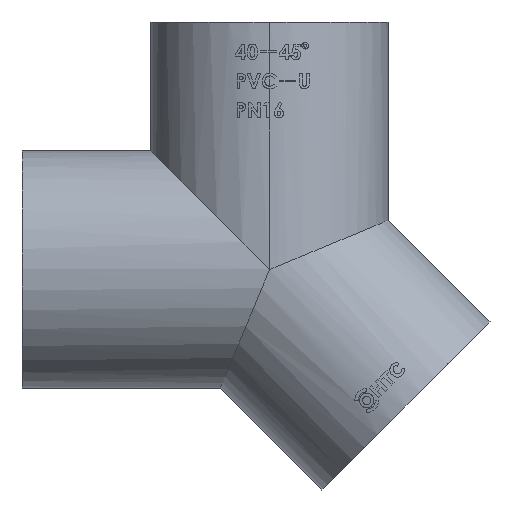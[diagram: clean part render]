
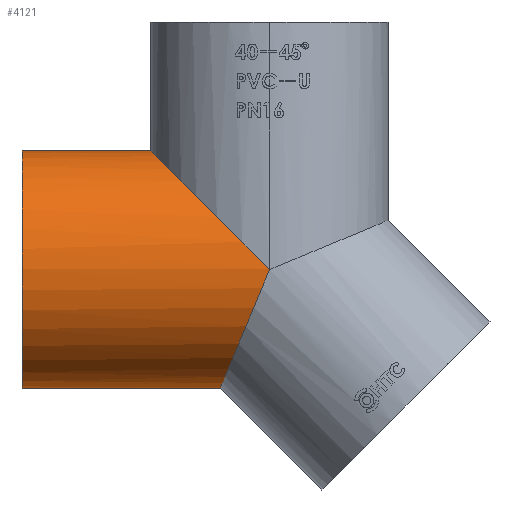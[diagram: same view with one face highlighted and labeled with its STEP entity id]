
A CAD part, left-side view. The second image highlights one B-rep face of the part: STEP entity #4121.
In plain terms, the highlighted cylindrical face has radius 24 mm (diameter 48 mm), a partial arc.
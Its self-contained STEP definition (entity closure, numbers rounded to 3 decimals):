
#172 = EDGE_LOOP ( 'NONE', ( #8149, #997, #4259, #3766, #9882 ) ) ;
#228 = LINE ( 'NONE', #8051, #651 ) ;
#651 = VECTOR ( 'NONE', #3663, 1000. ) ;
#997 = ORIENTED_EDGE ( 'NONE', *, *, #6466, .F. ) ;
#1398 = CARTESIAN_POINT ( 'NONE',  ( -24., 0., 0. ) ) ;
#1427 =( BOUNDED_CURVE ( )  B_SPLINE_CURVE ( 3, ( #3741, #9814, #6494, #3118 ),
 .UNSPECIFIED., .F., .T. ) 
 B_SPLINE_CURVE_WITH_KNOTS ( ( 4, 4 ),
 ( 1.571, 3.142 ),
 .UNSPECIFIED. ) 
 CURVE ( )  GEOMETRIC_REPRESENTATION_ITEM ( )  RATIONAL_B_SPLINE_CURVE ( ( 1., 0.805, 0.805, 1. ) ) 
 REPRESENTATION_ITEM ( '' )  );
#1447 = DIRECTION ( 'NONE',  ( 0., 0., -1. ) ) ;
#1966 = LINE ( 'NONE', #7122, #3316 ) ;
#2089 = VERTEX_POINT ( 'NONE', #10482 ) ;
#2131 = DIRECTION ( 'NONE',  ( 0., -1., 0. ) ) ;
#2303 = CARTESIAN_POINT ( 'NONE',  ( 0., 50., 0. ) ) ;
#2708 = DIRECTION ( 'NONE',  ( 0., 1., 0. ) ) ;
#2747 = EDGE_CURVE ( 'NONE', #2089, #3871, #4149, .T. ) ;
#2820 = CARTESIAN_POINT ( 'NONE',  ( 0., 50., -24. ) ) ;
#3118 = CARTESIAN_POINT ( 'NONE',  ( 0., 9.941, -24. ) ) ;
#3316 = VECTOR ( 'NONE', #10554, 1000. ) ;
#3663 = DIRECTION ( 'NONE',  ( 0., -1., 0. ) ) ;
#3741 = CARTESIAN_POINT ( 'NONE',  ( -24., 0., 0. ) ) ;
#3766 = ORIENTED_EDGE ( 'NONE', *, *, #5103, .F. ) ;
#3871 = VERTEX_POINT ( 'NONE', #8914 ) ;
#3981 = CARTESIAN_POINT ( 'NONE',  ( 0., 24., 24. ) ) ;
#4121 = ADVANCED_FACE ( 'NONE', ( #7226 ), #9992, .T. ) ;
#4149 =( BOUNDED_CURVE ( )  B_SPLINE_CURVE ( 3, ( #1398, #9090, #8195, #3981 ),
 .UNSPECIFIED., .F., .T. ) 
 B_SPLINE_CURVE_WITH_KNOTS ( ( 4, 4 ),
 ( 1.571, 3.142 ),
 .UNSPECIFIED. ) 
 CURVE ( )  GEOMETRIC_REPRESENTATION_ITEM ( )  RATIONAL_B_SPLINE_CURVE ( ( 1., 0.805, 0.805, 1. ) ) 
 REPRESENTATION_ITEM ( '' )  );
#4259 = ORIENTED_EDGE ( 'NONE', *, *, #7612, .T. ) ;
#5103 = EDGE_CURVE ( 'NONE', #2089, #6623, #1427, .T. ) ;
#5398 = CARTESIAN_POINT ( 'NONE',  ( 0., 50., 24. ) ) ;
#6128 = DIRECTION ( 'NONE',  ( 0., 0., 1. ) ) ;
#6466 = EDGE_CURVE ( 'NONE', #7183, #10426, #9851, .T. ) ;
#6494 = CARTESIAN_POINT ( 'NONE',  ( -14.059, 9.941, -24. ) ) ;
#6623 = VERTEX_POINT ( 'NONE', #9359 ) ;
#7122 = CARTESIAN_POINT ( 'NONE',  ( 0., 50., -24. ) ) ;
#7183 = VERTEX_POINT ( 'NONE', #2820 ) ;
#7226 = FACE_OUTER_BOUND ( 'NONE', #172, .T. ) ;
#7612 = EDGE_CURVE ( 'NONE', #7183, #6623, #1966, .T. ) ;
#8051 = CARTESIAN_POINT ( 'NONE',  ( 0., 50., 24. ) ) ;
#8149 = ORIENTED_EDGE ( 'NONE', *, *, #10094, .F. ) ;
#8195 = CARTESIAN_POINT ( 'NONE',  ( -14.059, 24., 24. ) ) ;
#8914 = CARTESIAN_POINT ( 'NONE',  ( 0., 24., 24. ) ) ;
#9090 = CARTESIAN_POINT ( 'NONE',  ( -24., 14.059, 14.059 ) ) ;
#9359 = CARTESIAN_POINT ( 'NONE',  ( 0., 9.941, -24. ) ) ;
#9759 = AXIS2_PLACEMENT_3D ( 'NONE', #2303, #2131, #1447 ) ;
#9814 = CARTESIAN_POINT ( 'NONE',  ( -24., 5.823, -14.059 ) ) ;
#9851 = CIRCLE ( 'NONE', #10388, 24. ) ;
#9882 = ORIENTED_EDGE ( 'NONE', *, *, #2747, .T. ) ;
#9992 = CYLINDRICAL_SURFACE ( 'NONE', #9759, 24. ) ;
#10094 = EDGE_CURVE ( 'NONE', #10426, #3871, #228, .T. ) ;
#10388 = AXIS2_PLACEMENT_3D ( 'NONE', #10405, #2708, #6128 ) ;
#10405 = CARTESIAN_POINT ( 'NONE',  ( 0., 50., 0. ) ) ;
#10426 = VERTEX_POINT ( 'NONE', #5398 ) ;
#10482 = CARTESIAN_POINT ( 'NONE',  ( -24., 0., 0. ) ) ;
#10554 = DIRECTION ( 'NONE',  ( 0., -1., 0. ) ) ;
